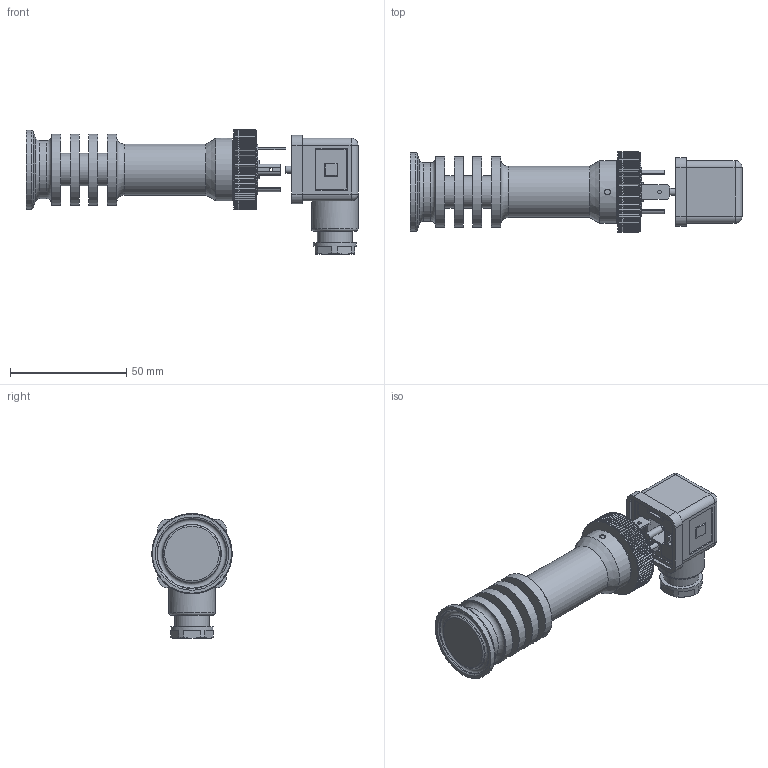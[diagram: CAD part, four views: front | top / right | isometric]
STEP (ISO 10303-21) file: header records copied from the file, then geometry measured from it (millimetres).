
FILE_DESCRIPTION( ( 'Unknown' ), '1' );
FILE_NAME( 'PBMH_xxxxxxxx4487xxx.stp', 'Unknown', ( 'Unknown' ), ( 'Unknown' ), 'PSStep 15.0.49', 'Unknown', ' ' );
FILE_SCHEMA( ( 'AUTOMOTIVE_DESIGN { 1 0 10303 214 1 1 1 1 }' ) );
Length unit declared in the file: millimetre
Products named in the file (2): 1; 2
Bounding box: 142.9 x 34.5 x 53.74 mm (x, y, z)
Volume: 73598.5 mm3; surface area: 24433.1 mm2
Topology: 2 solids, 3 shells, 582 faces, 1587 edges, 1051 vertices
Faces by surface type: plane 475, cylinder 84, torus 11, cone 7, sphere 5
Full cylindrical faces by diameter (mm): 1.6 x4, 2.459 x1, 2.5 x2, 3 x2, 6.7 x1, 7 x1, 8 x1, 8.5 x1, 14 x3, 15 x1, 18.4 x1, 20 x1, 21.5 x1, 22 x1, 24.936 x2, 25 x2, 26 x2, 27 x1, 30.5 x4, 34 x1, 34.5 x1
Entity records: 23762 total; most frequent: CARTESIAN_POINT 4701, ORIENTED_EDGE 3022, DIRECTION 2864, EDGE_CURVE 1511, VERTEX_POINT 1032, AXIS2_PLACEMENT_3D 965, LINE 934, VECTOR 934
